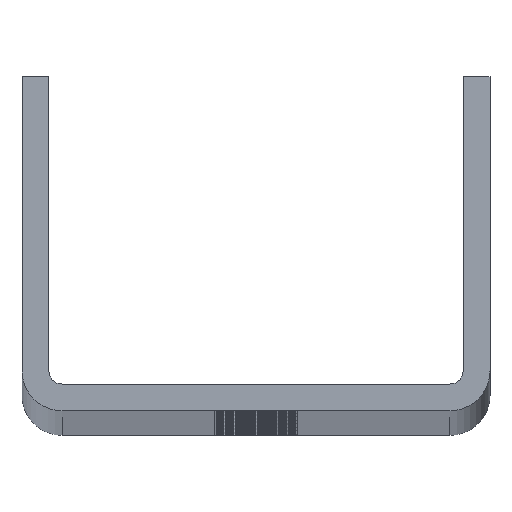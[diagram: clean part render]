
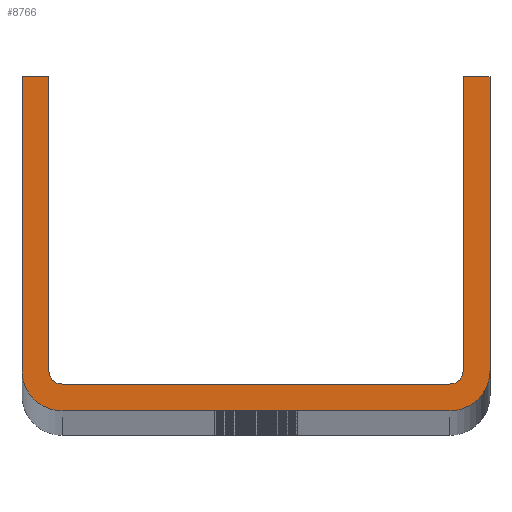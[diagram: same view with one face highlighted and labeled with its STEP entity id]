
A CAD part, top view. The second image highlights one B-rep face of the part: STEP entity #8766.
In plain terms, the highlighted planar face has unit normal (0, 0, 1).
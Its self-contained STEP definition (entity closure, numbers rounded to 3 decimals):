
#96 = DIRECTION ( 'NONE',  ( 1., 0., 0. ) ) ;
#170 = DIRECTION ( 'NONE',  ( 1., 0., 0. ) ) ;
#227 = EDGE_CURVE ( 'NONE', #12969, #12566, #12406, .T. ) ;
#266 = DIRECTION ( 'NONE',  ( 0., 0., 1. ) ) ;
#430 = LINE ( 'NONE', #5775, #5993 ) ;
#1705 = EDGE_CURVE ( 'NONE', #22165, #18620, #13127, .T. ) ;
#1943 = DIRECTION ( 'NONE',  ( 0., 1., 0. ) ) ;
#1957 = CARTESIAN_POINT ( 'NONE',  ( -35., 50., 2100. ) ) ;
#2052 = CARTESIAN_POINT ( 'NONE',  ( -31., 6., 2100. ) ) ;
#2608 = AXIS2_PLACEMENT_3D ( 'NONE', #16634, #15156, #12987 ) ;
#2701 = VERTEX_POINT ( 'NONE', #21671 ) ;
#2708 = CIRCLE ( 'NONE', #9983, 2. ) ;
#2926 = VERTEX_POINT ( 'NONE', #12647 ) ;
#3026 = DIRECTION ( 'NONE',  ( 0., 0., 1. ) ) ;
#3469 = CARTESIAN_POINT ( 'NONE',  ( -29., 4., 2100. ) ) ;
#3674 = CARTESIAN_POINT ( 'NONE',  ( -29., 6., 2100. ) ) ;
#3770 = VECTOR ( 'NONE', #16412, 1000. ) ;
#3879 = DIRECTION ( 'NONE',  ( 0., -1., 0. ) ) ;
#3961 = ORIENTED_EDGE ( 'NONE', *, *, #227, .F. ) ;
#4202 = DIRECTION ( 'NONE',  ( 0., 0., 1. ) ) ;
#4397 = CARTESIAN_POINT ( 'NONE',  ( 29., 0., 2100. ) ) ;
#4401 = EDGE_CURVE ( 'NONE', #18760, #6029, #14340, .T. ) ;
#4477 = ORIENTED_EDGE ( 'NONE', *, *, #4401, .T. ) ;
#4668 = DIRECTION ( 'NONE',  ( 1., 0., 0. ) ) ;
#5381 = VECTOR ( 'NONE', #4668, 1000. ) ;
#5775 = CARTESIAN_POINT ( 'NONE',  ( -29., 0., 2100. ) ) ;
#5967 = ORIENTED_EDGE ( 'NONE', *, *, #15866, .F. ) ;
#5993 = VECTOR ( 'NONE', #96, 1000. ) ;
#6029 = VERTEX_POINT ( 'NONE', #10407 ) ;
#6168 = ORIENTED_EDGE ( 'NONE', *, *, #8494, .T. ) ;
#6266 = DIRECTION ( 'NONE',  ( 1., 0., 0. ) ) ;
#6606 = EDGE_CURVE ( 'NONE', #2701, #22165, #21284, .T. ) ;
#6649 = ORIENTED_EDGE ( 'NONE', *, *, #14016, .T. ) ;
#6753 = EDGE_CURVE ( 'NONE', #2701, #2926, #19805, .T. ) ;
#6916 = ORIENTED_EDGE ( 'NONE', *, *, #1705, .T. ) ;
#7035 = EDGE_CURVE ( 'NONE', #9051, #16811, #12508, .T. ) ;
#7206 = DIRECTION ( 'NONE',  ( 1., 0., 0. ) ) ;
#7290 = ORIENTED_EDGE ( 'NONE', *, *, #20204, .F. ) ;
#7431 = CARTESIAN_POINT ( 'NONE',  ( 29., 6., 2100. ) ) ;
#7799 = LINE ( 'NONE', #16684, #18175 ) ;
#7831 = LINE ( 'NONE', #14782, #17180 ) ;
#7927 = CIRCLE ( 'NONE', #20633, 6. ) ;
#8494 = EDGE_CURVE ( 'NONE', #18620, #12408, #430, .T. ) ;
#8659 = VECTOR ( 'NONE', #3879, 1000. ) ;
#8766 = ADVANCED_FACE ( 'NONE', ( #22025 ), #13388, .T. ) ;
#9051 = VERTEX_POINT ( 'NONE', #10971 ) ;
#9111 = AXIS2_PLACEMENT_3D ( 'NONE', #3674, #4202, #9457 ) ;
#9362 = VECTOR ( 'NONE', #1943, 1000. ) ;
#9457 = DIRECTION ( 'NONE',  ( 1., 0., 0. ) ) ;
#9580 = CARTESIAN_POINT ( 'NONE',  ( -35., 50., 2100. ) ) ;
#9983 = AXIS2_PLACEMENT_3D ( 'NONE', #7431, #266, #7206 ) ;
#10407 = CARTESIAN_POINT ( 'NONE',  ( 35., 50., 2100. ) ) ;
#10587 = CARTESIAN_POINT ( 'NONE',  ( 35., 6., 2100. ) ) ;
#10971 = CARTESIAN_POINT ( 'NONE',  ( 31., 6., 2100. ) ) ;
#11092 = AXIS2_PLACEMENT_3D ( 'NONE', #20321, #3026, #170 ) ;
#11159 = LINE ( 'NONE', #18530, #3770 ) ;
#11461 = DIRECTION ( 'NONE',  ( 1., 0., 0. ) ) ;
#12406 = CIRCLE ( 'NONE', #2608, 2. ) ;
#12408 = VERTEX_POINT ( 'NONE', #4397 ) ;
#12508 = LINE ( 'NONE', #14223, #15233 ) ;
#12566 = VERTEX_POINT ( 'NONE', #3469 ) ;
#12641 = CARTESIAN_POINT ( 'NONE',  ( 29., 4., 2100. ) ) ;
#12647 = CARTESIAN_POINT ( 'NONE',  ( -31., 50., 2100. ) ) ;
#12969 = VERTEX_POINT ( 'NONE', #2052 ) ;
#12987 = DIRECTION ( 'NONE',  ( 1., 0., 0. ) ) ;
#13127 = CIRCLE ( 'NONE', #9111, 6. ) ;
#13388 = PLANE ( 'NONE',  #11092 ) ;
#13438 = CARTESIAN_POINT ( 'NONE',  ( 31., 50., 2100. ) ) ;
#14016 = EDGE_CURVE ( 'NONE', #12408, #18760, #7927, .T. ) ;
#14223 = CARTESIAN_POINT ( 'NONE',  ( 31., 6., 2100. ) ) ;
#14340 = LINE ( 'NONE', #10587, #9362 ) ;
#14782 = CARTESIAN_POINT ( 'NONE',  ( 31., 50., 2100. ) ) ;
#15081 = CARTESIAN_POINT ( 'NONE',  ( -35., 6., 2100. ) ) ;
#15156 = DIRECTION ( 'NONE',  ( 0., 0., 1. ) ) ;
#15190 = EDGE_LOOP ( 'NONE', ( #4477, #16920, #18006, #20436, #7290, #3961, #5967, #17531, #20046, #6916, #6168, #6649 ) ) ;
#15233 = VECTOR ( 'NONE', #17520, 1000. ) ;
#15597 = CARTESIAN_POINT ( 'NONE',  ( -29., 0., 2100. ) ) ;
#15866 = EDGE_CURVE ( 'NONE', #2926, #12969, #7799, .T. ) ;
#16412 = DIRECTION ( 'NONE',  ( 1., 0., 0. ) ) ;
#16457 = DIRECTION ( 'NONE',  ( 0., -1., 0. ) ) ;
#16634 = CARTESIAN_POINT ( 'NONE',  ( -29., 6., 2100. ) ) ;
#16660 = VERTEX_POINT ( 'NONE', #12641 ) ;
#16684 = CARTESIAN_POINT ( 'NONE',  ( -31., 50., 2100. ) ) ;
#16811 = VERTEX_POINT ( 'NONE', #13438 ) ;
#16920 = ORIENTED_EDGE ( 'NONE', *, *, #18998, .F. ) ;
#17180 = VECTOR ( 'NONE', #11461, 1000. ) ;
#17520 = DIRECTION ( 'NONE',  ( 0., 1., 0. ) ) ;
#17531 = ORIENTED_EDGE ( 'NONE', *, *, #6753, .F. ) ;
#17851 = CARTESIAN_POINT ( 'NONE',  ( 35., 6., 2100. ) ) ;
#18006 = ORIENTED_EDGE ( 'NONE', *, *, #7035, .F. ) ;
#18175 = VECTOR ( 'NONE', #16457, 1000. ) ;
#18530 = CARTESIAN_POINT ( 'NONE',  ( -29., 4., 2100. ) ) ;
#18620 = VERTEX_POINT ( 'NONE', #15597 ) ;
#18760 = VERTEX_POINT ( 'NONE', #17851 ) ;
#18998 = EDGE_CURVE ( 'NONE', #16811, #6029, #7831, .T. ) ;
#19805 = LINE ( 'NONE', #9580, #5381 ) ;
#20046 = ORIENTED_EDGE ( 'NONE', *, *, #6606, .T. ) ;
#20204 = EDGE_CURVE ( 'NONE', #12566, #16660, #11159, .T. ) ;
#20321 = CARTESIAN_POINT ( 'NONE',  ( 29., 6., 2100. ) ) ;
#20373 = CARTESIAN_POINT ( 'NONE',  ( 29., 6., 2100. ) ) ;
#20436 = ORIENTED_EDGE ( 'NONE', *, *, #20646, .F. ) ;
#20633 = AXIS2_PLACEMENT_3D ( 'NONE', #20373, #21860, #6266 ) ;
#20646 = EDGE_CURVE ( 'NONE', #16660, #9051, #2708, .T. ) ;
#21284 = LINE ( 'NONE', #1957, #8659 ) ;
#21671 = CARTESIAN_POINT ( 'NONE',  ( -35., 50., 2100. ) ) ;
#21860 = DIRECTION ( 'NONE',  ( 0., 0., 1. ) ) ;
#22025 = FACE_OUTER_BOUND ( 'NONE', #15190, .T. ) ;
#22165 = VERTEX_POINT ( 'NONE', #15081 ) ;
